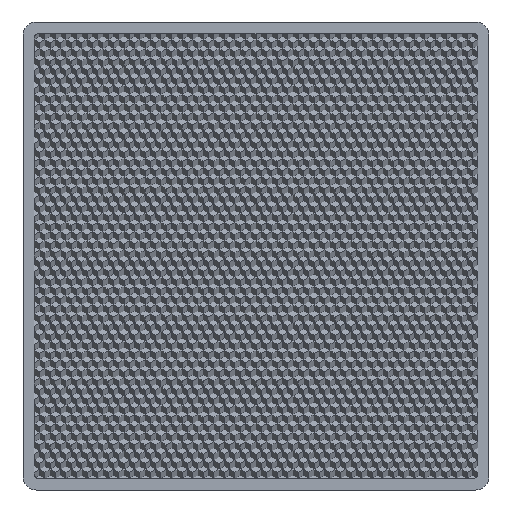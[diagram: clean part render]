
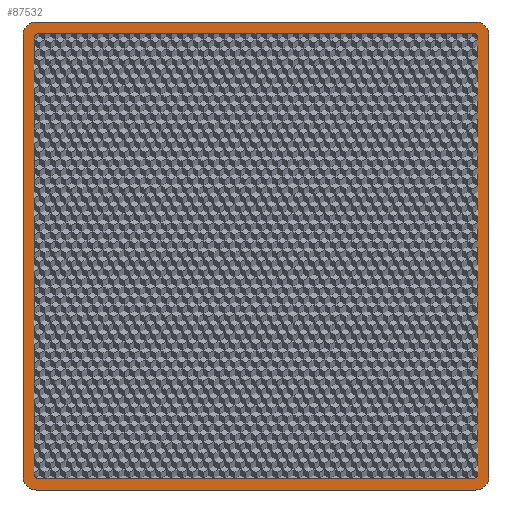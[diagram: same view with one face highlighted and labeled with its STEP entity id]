
A CAD part, front view. The second image highlights one B-rep face of the part: STEP entity #87532.
In plain terms, the highlighted planar face has unit normal (0, -1, 0).
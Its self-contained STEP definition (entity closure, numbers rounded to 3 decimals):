
#1481 = ORIENTED_EDGE ( 'NONE', *, *, #97559, .F. ) ;
#3789 = DIRECTION ( 'NONE',  ( 0., 0., 1. ) ) ;
#4044 = CARTESIAN_POINT ( 'NONE',  ( -52.5, 31.16, -49.75 ) ) ;
#5510 = DIRECTION ( 'NONE',  ( 0., -1., 0. ) ) ;
#6389 = DIRECTION ( 'NONE',  ( 0., -1., 0. ) ) ;
#6804 = DIRECTION ( 'NONE',  ( 0., 0., -1. ) ) ;
#9762 = PLANE ( 'NONE',  #36954 ) ;
#13610 = LINE ( 'NONE', #62826, #55177 ) ;
#13866 = DIRECTION ( 'NONE',  ( 0., -1., 0. ) ) ;
#14103 = LINE ( 'NONE', #125444, #132027 ) ;
#15490 = VERTEX_POINT ( 'NONE', #43894 ) ;
#17336 = EDGE_LOOP ( 'NONE', ( #20222, #96860, #44569, #66691, #94030, #85366, #66996, #56128 ) ) ;
#17635 = CARTESIAN_POINT ( 'NONE',  ( -48.98, 31.16, -50.154 ) ) ;
#18844 = CARTESIAN_POINT ( 'NONE',  ( -49.5, 31.16, 49.75 ) ) ;
#19052 = VERTEX_POINT ( 'NONE', #75686 ) ;
#19079 = VERTEX_POINT ( 'NONE', #53073 ) ;
#19859 = AXIS2_PLACEMENT_3D ( 'NONE', #18844, #92284, #31757 ) ;
#20222 = ORIENTED_EDGE ( 'NONE', *, *, #100663, .T. ) ;
#20603 = EDGE_CURVE ( 'NONE', #19079, #19052, #13610, .T. ) ;
#21581 = ORIENTED_EDGE ( 'NONE', *, *, #128646, .F. ) ;
#24180 = CIRCLE ( 'NONE', #147866, 3. ) ;
#24319 = LINE ( 'NONE', #146948, #57721 ) ;
#26314 = ORIENTED_EDGE ( 'NONE', *, *, #20603, .F. ) ;
#28462 = EDGE_CURVE ( 'NONE', #92410, #15490, #62401, .T. ) ;
#28908 = CIRCLE ( 'NONE', #41800, 1. ) ;
#29419 = DIRECTION ( 'NONE',  ( 1., 0., 0. ) ) ;
#29434 = CARTESIAN_POINT ( 'NONE',  ( -48.98, 31.16, -49.154 ) ) ;
#31757 = DIRECTION ( 'NONE',  ( 0., 0., -1. ) ) ;
#32322 = VERTEX_POINT ( 'NONE', #37393 ) ;
#32679 = EDGE_LOOP ( 'NONE', ( #21581, #76570, #153038, #96857, #41416, #1481, #26314, #108029 ) ) ;
#35210 = VECTOR ( 'NONE', #109605, 1000. ) ;
#35327 = CARTESIAN_POINT ( 'NONE',  ( -49.5, 31.16, -52.75 ) ) ;
#36418 = DIRECTION ( 'NONE',  ( -1., 0., 0. ) ) ;
#36954 = AXIS2_PLACEMENT_3D ( 'NONE', #72661, #58981, #158185 ) ;
#37393 = CARTESIAN_POINT ( 'NONE',  ( 52.5, 31.16, -49.75 ) ) ;
#41416 = ORIENTED_EDGE ( 'NONE', *, *, #80874, .F. ) ;
#41647 = EDGE_CURVE ( 'NONE', #154483, #116289, #94614, .T. ) ;
#41800 = AXIS2_PLACEMENT_3D ( 'NONE', #118449, #5510, #154766 ) ;
#43894 = CARTESIAN_POINT ( 'NONE',  ( 49.98, 31.16, 49.154 ) ) ;
#44554 = CIRCLE ( 'NONE', #114101, 3. ) ;
#44569 = ORIENTED_EDGE ( 'NONE', *, *, #141497, .T. ) ;
#44720 = EDGE_CURVE ( 'NONE', #63197, #131187, #133761, .T. ) ;
#44726 = CARTESIAN_POINT ( 'NONE',  ( -49.5, 31.16, -52.75 ) ) ;
#45305 = FACE_OUTER_BOUND ( 'NONE', #17336, .T. ) ;
#53073 = CARTESIAN_POINT ( 'NONE',  ( -49.98, 31.16, 49.154 ) ) ;
#54359 = CARTESIAN_POINT ( 'NONE',  ( -48.98, 31.16, 50.154 ) ) ;
#55140 = CARTESIAN_POINT ( 'NONE',  ( 48.98, 31.16, -50.154 ) ) ;
#55177 = VECTOR ( 'NONE', #62026, 1000. ) ;
#56128 = ORIENTED_EDGE ( 'NONE', *, *, #106646, .T. ) ;
#57721 = VECTOR ( 'NONE', #36418, 1000. ) ;
#58981 = DIRECTION ( 'NONE',  ( 0., -1., 0. ) ) ;
#59047 = CARTESIAN_POINT ( 'NONE',  ( 49.5, 31.16, 52.75 ) ) ;
#61177 = LINE ( 'NONE', #133020, #35210 ) ;
#62026 = DIRECTION ( 'NONE',  ( 0., 0., -1. ) ) ;
#62401 = LINE ( 'NONE', #97131, #79132 ) ;
#62826 = CARTESIAN_POINT ( 'NONE',  ( -49.98, 31.16, -49.154 ) ) ;
#63197 = VERTEX_POINT ( 'NONE', #4044 ) ;
#63690 = EDGE_CURVE ( 'NONE', #126905, #92410, #85357, .T. ) ;
#65142 = DIRECTION ( 'NONE',  ( 0., 0., -1. ) ) ;
#66691 = ORIENTED_EDGE ( 'NONE', *, *, #100407, .T. ) ;
#66751 = AXIS2_PLACEMENT_3D ( 'NONE', #148625, #13866, #88080 ) ;
#66996 = ORIENTED_EDGE ( 'NONE', *, *, #44720, .T. ) ;
#72661 = CARTESIAN_POINT ( 'NONE',  ( 49.5, 31.16, -49.75 ) ) ;
#75686 = CARTESIAN_POINT ( 'NONE',  ( -49.98, 31.16, -49.154 ) ) ;
#76570 = ORIENTED_EDGE ( 'NONE', *, *, #112173, .F. ) ;
#78579 = LINE ( 'NONE', #54359, #153334 ) ;
#79132 = VECTOR ( 'NONE', #84233, 1000. ) ;
#80630 = CIRCLE ( 'NONE', #137286, 1. ) ;
#80874 = EDGE_CURVE ( 'NONE', #117424, #126905, #14103, .T. ) ;
#84233 = DIRECTION ( 'NONE',  ( 0., 0., 1. ) ) ;
#85357 = CIRCLE ( 'NONE', #142074, 1. ) ;
#85366 = ORIENTED_EDGE ( 'NONE', *, *, #113350, .T. ) ;
#87532 = ADVANCED_FACE ( 'NONE', ( #108982, #45305 ), #9762, .T. ) ;
#88080 = DIRECTION ( 'NONE',  ( 0., 0., -1. ) ) ;
#90752 = CARTESIAN_POINT ( 'NONE',  ( 49.5, 31.16, -52.75 ) ) ;
#92284 = DIRECTION ( 'NONE',  ( 0., -1., 0. ) ) ;
#92410 = VERTEX_POINT ( 'NONE', #103054 ) ;
#92563 = CARTESIAN_POINT ( 'NONE',  ( -52.5, 31.16, 49.75 ) ) ;
#92730 = DIRECTION ( 'NONE',  ( 0., 0., -1. ) ) ;
#93481 = EDGE_CURVE ( 'NONE', #32322, #96010, #61177, .T. ) ;
#94030 = ORIENTED_EDGE ( 'NONE', *, *, #41647, .T. ) ;
#94614 = CIRCLE ( 'NONE', #19859, 3. ) ;
#94782 = DIRECTION ( 'NONE',  ( 0., 0., 1. ) ) ;
#96010 = VERTEX_POINT ( 'NONE', #140898 ) ;
#96857 = ORIENTED_EDGE ( 'NONE', *, *, #63690, .F. ) ;
#96860 = ORIENTED_EDGE ( 'NONE', *, *, #93481, .T. ) ;
#96937 = CARTESIAN_POINT ( 'NONE',  ( 48.98, 31.16, 50.154 ) ) ;
#97131 = CARTESIAN_POINT ( 'NONE',  ( 49.98, 31.16, -49.154 ) ) ;
#97559 = EDGE_CURVE ( 'NONE', #19052, #117424, #111143, .T. ) ;
#99980 = CARTESIAN_POINT ( 'NONE',  ( -48.98, 31.16, 50.154 ) ) ;
#100407 = EDGE_CURVE ( 'NONE', #122860, #154483, #24319, .T. ) ;
#100663 = EDGE_CURVE ( 'NONE', #144473, #32322, #24180, .T. ) ;
#102526 = DIRECTION ( 'NONE',  ( 0., -1., 0. ) ) ;
#103054 = CARTESIAN_POINT ( 'NONE',  ( 49.98, 31.16, -49.154 ) ) ;
#103585 = DIRECTION ( 'NONE',  ( -1., 0., 0. ) ) ;
#105721 = CARTESIAN_POINT ( 'NONE',  ( 49.5, 31.16, -49.75 ) ) ;
#106646 = EDGE_CURVE ( 'NONE', #131187, #144473, #118159, .T. ) ;
#106896 = DIRECTION ( 'NONE',  ( 0., -1., 0. ) ) ;
#108029 = ORIENTED_EDGE ( 'NONE', *, *, #153207, .F. ) ;
#108982 = FACE_BOUND ( 'NONE', #32679, .T. ) ;
#109605 = DIRECTION ( 'NONE',  ( 0., 0., 1. ) ) ;
#111143 = CIRCLE ( 'NONE', #113790, 1. ) ;
#112173 = EDGE_CURVE ( 'NONE', #15490, #122873, #80630, .T. ) ;
#113350 = EDGE_CURVE ( 'NONE', #116289, #63197, #115164, .T. ) ;
#113790 = AXIS2_PLACEMENT_3D ( 'NONE', #29434, #130250, #6804 ) ;
#114101 = AXIS2_PLACEMENT_3D ( 'NONE', #115328, #6389, #92730 ) ;
#114330 = DIRECTION ( 'NONE',  ( 0., -1., 0. ) ) ;
#115164 = LINE ( 'NONE', #92563, #145208 ) ;
#115328 = CARTESIAN_POINT ( 'NONE',  ( 49.5, 31.16, 49.75 ) ) ;
#116289 = VERTEX_POINT ( 'NONE', #153762 ) ;
#116734 = CARTESIAN_POINT ( 'NONE',  ( 48.98, 31.16, 49.154 ) ) ;
#117424 = VERTEX_POINT ( 'NONE', #17635 ) ;
#118159 = LINE ( 'NONE', #44726, #141197 ) ;
#118449 = CARTESIAN_POINT ( 'NONE',  ( -48.98, 31.16, 49.154 ) ) ;
#119727 = DIRECTION ( 'NONE',  ( 1., 0., 0. ) ) ;
#122860 = VERTEX_POINT ( 'NONE', #59047 ) ;
#122873 = VERTEX_POINT ( 'NONE', #96937 ) ;
#125444 = CARTESIAN_POINT ( 'NONE',  ( -48.98, 31.16, -50.154 ) ) ;
#126905 = VERTEX_POINT ( 'NONE', #55140 ) ;
#127671 = VERTEX_POINT ( 'NONE', #99980 ) ;
#128646 = EDGE_CURVE ( 'NONE', #122873, #127671, #78579, .T. ) ;
#130250 = DIRECTION ( 'NONE',  ( 0., -1., 0. ) ) ;
#131187 = VERTEX_POINT ( 'NONE', #35327 ) ;
#132027 = VECTOR ( 'NONE', #29419, 1000. ) ;
#133020 = CARTESIAN_POINT ( 'NONE',  ( 52.5, 31.16, -49.75 ) ) ;
#133761 = CIRCLE ( 'NONE', #66751, 3. ) ;
#137286 = AXIS2_PLACEMENT_3D ( 'NONE', #116734, #114330, #3789 ) ;
#140898 = CARTESIAN_POINT ( 'NONE',  ( 52.5, 31.16, 49.75 ) ) ;
#141197 = VECTOR ( 'NONE', #119727, 1000. ) ;
#141497 = EDGE_CURVE ( 'NONE', #96010, #122860, #44554, .T. ) ;
#141634 = CARTESIAN_POINT ( 'NONE',  ( 48.98, 31.16, -49.154 ) ) ;
#142074 = AXIS2_PLACEMENT_3D ( 'NONE', #141634, #106896, #94782 ) ;
#144473 = VERTEX_POINT ( 'NONE', #90752 ) ;
#145208 = VECTOR ( 'NONE', #65142, 1000. ) ;
#146948 = CARTESIAN_POINT ( 'NONE',  ( 49.5, 31.16, 52.75 ) ) ;
#147866 = AXIS2_PLACEMENT_3D ( 'NONE', #105721, #102526, #154137 ) ;
#148625 = CARTESIAN_POINT ( 'NONE',  ( -49.5, 31.16, -49.75 ) ) ;
#149859 = CARTESIAN_POINT ( 'NONE',  ( -49.5, 31.16, 52.75 ) ) ;
#153038 = ORIENTED_EDGE ( 'NONE', *, *, #28462, .F. ) ;
#153207 = EDGE_CURVE ( 'NONE', #127671, #19079, #28908, .T. ) ;
#153334 = VECTOR ( 'NONE', #103585, 1000. ) ;
#153762 = CARTESIAN_POINT ( 'NONE',  ( -52.5, 31.16, 49.75 ) ) ;
#154137 = DIRECTION ( 'NONE',  ( 0., 0., -1. ) ) ;
#154483 = VERTEX_POINT ( 'NONE', #149859 ) ;
#154766 = DIRECTION ( 'NONE',  ( 0., 0., -1. ) ) ;
#158185 = DIRECTION ( 'NONE',  ( 0., 0., -1. ) ) ;
